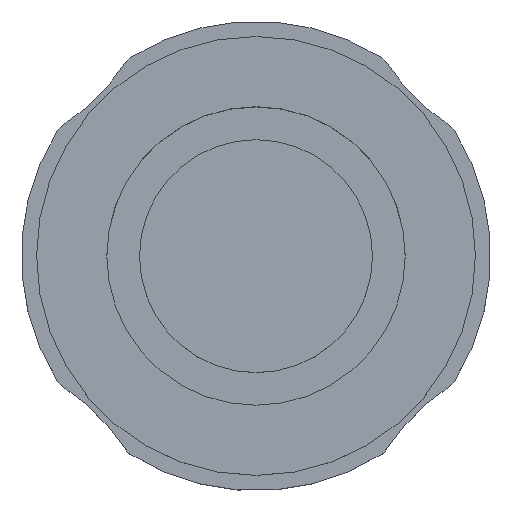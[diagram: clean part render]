
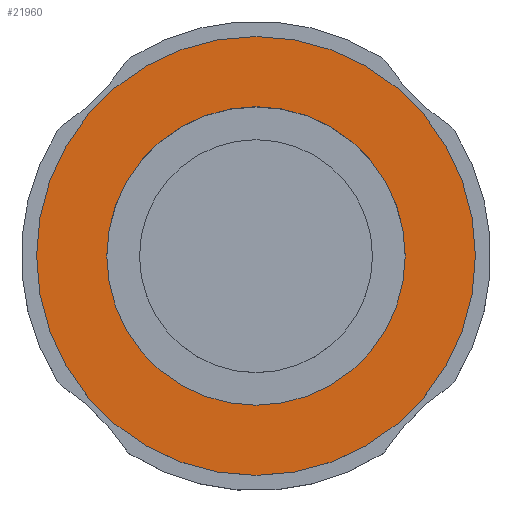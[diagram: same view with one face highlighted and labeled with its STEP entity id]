
A CAD part, top view. The second image highlights one B-rep face of the part: STEP entity #21960.
In plain terms, the highlighted planar face has unit normal (0, 0, 1).
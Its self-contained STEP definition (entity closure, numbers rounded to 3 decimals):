
#21452 = CYLINDRICAL_SURFACE('',#21453,29.25);
#21453 = AXIS2_PLACEMENT_3D('',#21454,#21455,#21456);
#21454 = CARTESIAN_POINT('',(0.,0.,7.875));
#21455 = DIRECTION('',(0.,0.,1.));
#21456 = DIRECTION('',(0.,-1.,0.));
#21696 = CYLINDRICAL_SURFACE('',#21697,43.);
#21697 = AXIS2_PLACEMENT_3D('',#21698,#21699,#21700);
#21698 = CARTESIAN_POINT('',(0.,0.,7.875));
#21699 = DIRECTION('',(0.,0.,1.));
#21700 = DIRECTION('',(0.,-1.,0.));
#21960 = ADVANCED_FACE('',(#21961,#22014),#21974,.F.);
#21961 = FACE_BOUND('',#21962,.T.);
#21962 = EDGE_LOOP('',(#21963));
#21963 = ORIENTED_EDGE('',*,*,#21964,.F.);
#21964 = EDGE_CURVE('',#21965,#21965,#21967,.T.);
#21965 = VERTEX_POINT('',#21966);
#21966 = CARTESIAN_POINT('',(0.,-43.,31.5));
#21967 = SURFACE_CURVE('',#21968,(#21973,#21985),.PCURVE_S1.);
#21968 = CIRCLE('',#21969,43.);
#21969 = AXIS2_PLACEMENT_3D('',#21970,#21971,#21972);
#21970 = CARTESIAN_POINT('',(0.,0.,31.5));
#21971 = DIRECTION('',(0.,0.,-1.));
#21972 = DIRECTION('',(0.,-1.,0.));
#21973 = PCURVE('',#21974,#21979);
#21974 = PLANE('',#21975);
#21975 = AXIS2_PLACEMENT_3D('',#21976,#21977,#21978);
#21976 = CARTESIAN_POINT('',(0.,-29.25,31.5));
#21977 = DIRECTION('',(0.,0.,-1.));
#21978 = DIRECTION('',(0.,-1.,0.));
#21979 = DEFINITIONAL_REPRESENTATION('',(#21980),#21984);
#21980 = CIRCLE('',#21981,43.);
#21981 = AXIS2_PLACEMENT_2D('',#21982,#21983);
#21982 = CARTESIAN_POINT('',(-29.25,0.));
#21983 = DIRECTION('',(1.,0.));
#21984 = ( GEOMETRIC_REPRESENTATION_CONTEXT(2) 
PARAMETRIC_REPRESENTATION_CONTEXT() REPRESENTATION_CONTEXT('2D SPACE',''
  ) );
#21985 = PCURVE('',#21696,#21986);
#21986 = DEFINITIONAL_REPRESENTATION('',(#21987),#22013);
#21987 = B_SPLINE_CURVE_WITH_KNOTS('',3,(#21988,#21989,#21990,#21991,
    #21992,#21993,#21994,#21995,#21996,#21997,#21998,#21999,#22000,
    #22001,#22002,#22003,#22004,#22005,#22006,#22007,#22008,#22009,
    #22010,#22011,#22012),.UNSPECIFIED.,.F.,.F.,(4,1,1,1,1,1,1,1,1,1,1,1
    ,1,1,1,1,1,1,1,1,1,1,4),(0.,0.286,0.571,
    0.857,1.142,1.428,1.714,
    1.999,2.285,2.57,2.856,
    3.142,3.427,3.713,3.998,
    4.284,4.57,4.855,5.141,
    5.426,5.712,5.998,6.283),
  .QUASI_UNIFORM_KNOTS.);
#21988 = CARTESIAN_POINT('',(6.283,23.625));
#21989 = CARTESIAN_POINT('',(6.188,23.625));
#21990 = CARTESIAN_POINT('',(5.998,23.625));
#21991 = CARTESIAN_POINT('',(5.712,23.625));
#21992 = CARTESIAN_POINT('',(5.426,23.625));
#21993 = CARTESIAN_POINT('',(5.141,23.625));
#21994 = CARTESIAN_POINT('',(4.855,23.625));
#21995 = CARTESIAN_POINT('',(4.57,23.625));
#21996 = CARTESIAN_POINT('',(4.284,23.625));
#21997 = CARTESIAN_POINT('',(3.998,23.625));
#21998 = CARTESIAN_POINT('',(3.713,23.625));
#21999 = CARTESIAN_POINT('',(3.427,23.625));
#22000 = CARTESIAN_POINT('',(3.142,23.625));
#22001 = CARTESIAN_POINT('',(2.856,23.625));
#22002 = CARTESIAN_POINT('',(2.57,23.625));
#22003 = CARTESIAN_POINT('',(2.285,23.625));
#22004 = CARTESIAN_POINT('',(1.999,23.625));
#22005 = CARTESIAN_POINT('',(1.714,23.625));
#22006 = CARTESIAN_POINT('',(1.428,23.625));
#22007 = CARTESIAN_POINT('',(1.142,23.625));
#22008 = CARTESIAN_POINT('',(0.857,23.625));
#22009 = CARTESIAN_POINT('',(0.571,23.625));
#22010 = CARTESIAN_POINT('',(0.286,23.625));
#22011 = CARTESIAN_POINT('',(0.095,23.625));
#22012 = CARTESIAN_POINT('',(0.,23.625));
#22013 = ( GEOMETRIC_REPRESENTATION_CONTEXT(2) 
PARAMETRIC_REPRESENTATION_CONTEXT() REPRESENTATION_CONTEXT('2D SPACE',''
  ) );
#22014 = FACE_BOUND('',#22015,.T.);
#22015 = EDGE_LOOP('',(#22016));
#22016 = ORIENTED_EDGE('',*,*,#22017,.T.);
#22017 = EDGE_CURVE('',#22018,#22018,#22020,.T.);
#22018 = VERTEX_POINT('',#22019);
#22019 = CARTESIAN_POINT('',(0.,-29.25,31.5));
#22020 = SURFACE_CURVE('',#22021,(#22026,#22033),.PCURVE_S1.);
#22021 = CIRCLE('',#22022,29.25);
#22022 = AXIS2_PLACEMENT_3D('',#22023,#22024,#22025);
#22023 = CARTESIAN_POINT('',(0.,0.,31.5));
#22024 = DIRECTION('',(0.,0.,-1.));
#22025 = DIRECTION('',(0.,-1.,0.));
#22026 = PCURVE('',#21974,#22027);
#22027 = DEFINITIONAL_REPRESENTATION('',(#22028),#22032);
#22028 = CIRCLE('',#22029,29.25);
#22029 = AXIS2_PLACEMENT_2D('',#22030,#22031);
#22030 = CARTESIAN_POINT('',(-29.25,0.));
#22031 = DIRECTION('',(1.,0.));
#22032 = ( GEOMETRIC_REPRESENTATION_CONTEXT(2) 
PARAMETRIC_REPRESENTATION_CONTEXT() REPRESENTATION_CONTEXT('2D SPACE',''
  ) );
#22033 = PCURVE('',#21452,#22034);
#22034 = DEFINITIONAL_REPRESENTATION('',(#22035),#22061);
#22035 = B_SPLINE_CURVE_WITH_KNOTS('',3,(#22036,#22037,#22038,#22039,
    #22040,#22041,#22042,#22043,#22044,#22045,#22046,#22047,#22048,
    #22049,#22050,#22051,#22052,#22053,#22054,#22055,#22056,#22057,
    #22058,#22059,#22060),.UNSPECIFIED.,.F.,.F.,(4,1,1,1,1,1,1,1,1,1,1,1
    ,1,1,1,1,1,1,1,1,1,1,4),(0.,0.286,0.571,
    0.857,1.142,1.428,1.714,
    1.999,2.285,2.57,2.856,
    3.142,3.427,3.713,3.998,
    4.284,4.57,4.855,5.141,
    5.426,5.712,5.998,6.283),
  .QUASI_UNIFORM_KNOTS.);
#22036 = CARTESIAN_POINT('',(6.283,23.625));
#22037 = CARTESIAN_POINT('',(6.188,23.625));
#22038 = CARTESIAN_POINT('',(5.998,23.625));
#22039 = CARTESIAN_POINT('',(5.712,23.625));
#22040 = CARTESIAN_POINT('',(5.426,23.625));
#22041 = CARTESIAN_POINT('',(5.141,23.625));
#22042 = CARTESIAN_POINT('',(4.855,23.625));
#22043 = CARTESIAN_POINT('',(4.57,23.625));
#22044 = CARTESIAN_POINT('',(4.284,23.625));
#22045 = CARTESIAN_POINT('',(3.998,23.625));
#22046 = CARTESIAN_POINT('',(3.713,23.625));
#22047 = CARTESIAN_POINT('',(3.427,23.625));
#22048 = CARTESIAN_POINT('',(3.142,23.625));
#22049 = CARTESIAN_POINT('',(2.856,23.625));
#22050 = CARTESIAN_POINT('',(2.57,23.625));
#22051 = CARTESIAN_POINT('',(2.285,23.625));
#22052 = CARTESIAN_POINT('',(1.999,23.625));
#22053 = CARTESIAN_POINT('',(1.714,23.625));
#22054 = CARTESIAN_POINT('',(1.428,23.625));
#22055 = CARTESIAN_POINT('',(1.142,23.625));
#22056 = CARTESIAN_POINT('',(0.857,23.625));
#22057 = CARTESIAN_POINT('',(0.571,23.625));
#22058 = CARTESIAN_POINT('',(0.286,23.625));
#22059 = CARTESIAN_POINT('',(0.095,23.625));
#22060 = CARTESIAN_POINT('',(0.,23.625));
#22061 = ( GEOMETRIC_REPRESENTATION_CONTEXT(2) 
PARAMETRIC_REPRESENTATION_CONTEXT() REPRESENTATION_CONTEXT('2D SPACE',''
  ) );
